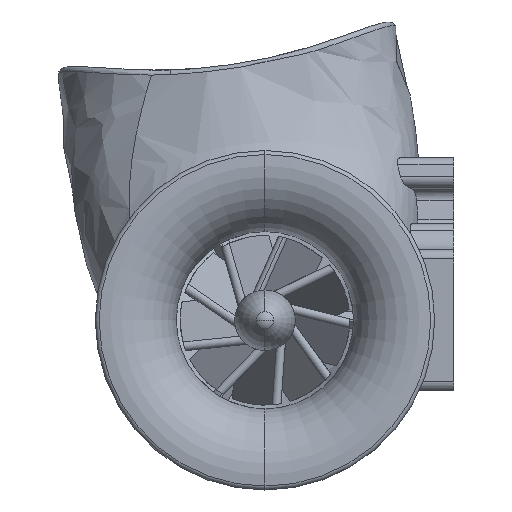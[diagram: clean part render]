
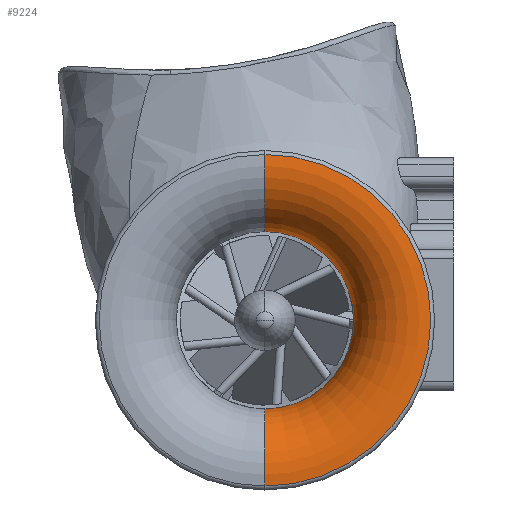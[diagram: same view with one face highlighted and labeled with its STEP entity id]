
A CAD part, left-side view. The second image highlights one B-rep face of the part: STEP entity #9224.
In plain terms, the highlighted toroidal (fillet/blend) face has major radius 16.4 mm and minor radius 7 mm.
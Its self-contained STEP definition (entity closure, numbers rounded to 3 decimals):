
#543 = EDGE_CURVE ( 'NONE', #10705, #14383, #13171, .T. ) ;
#668 = AXIS2_PLACEMENT_3D ( 'NONE', #2305, #4213, #12629 ) ;
#1393 = EDGE_LOOP ( 'NONE', ( #7131, #14428, #10853, #9461 ) ) ;
#2305 = CARTESIAN_POINT ( 'NONE',  ( 7., 0., 16.4 ) ) ;
#2413 = FACE_OUTER_BOUND ( 'NONE', #1393, .T. ) ;
#3143 = CIRCLE ( 'NONE', #9422, 17.585 ) ;
#4213 = DIRECTION ( 'NONE',  ( 0., -1., 0. ) ) ;
#4643 = VERTEX_POINT ( 'NONE', #21189 ) ;
#6461 = AXIS2_PLACEMENT_3D ( 'NONE', #15361, #17091, #17240 ) ;
#6527 = EDGE_CURVE ( 'NONE', #21387, #10705, #14976, .T. ) ;
#6896 = TOROIDAL_SURFACE ( 'NONE', #19686, 16.4, 7. ) ;
#7131 = ORIENTED_EDGE ( 'NONE', *, *, #6527, .F. ) ;
#7353 = EDGE_CURVE ( 'NONE', #4643, #14383, #17390, .T. ) ;
#8005 = CARTESIAN_POINT ( 'NONE',  ( 0.101, 0., 0. ) ) ;
#9224 = ADVANCED_FACE ( 'NONE', ( #2413 ), #6896, .T. ) ;
#9422 = AXIS2_PLACEMENT_3D ( 'NONE', #8005, #18220, #14985 ) ;
#9461 = ORIENTED_EDGE ( 'NONE', *, *, #543, .F. ) ;
#10705 = VERTEX_POINT ( 'NONE', #21365 ) ;
#10853 = ORIENTED_EDGE ( 'NONE', *, *, #7353, .T. ) ;
#11149 = DIRECTION ( 'NONE',  ( 0., 0., 1. ) ) ;
#12334 = DIRECTION ( 'NONE',  ( -1., 0., 0. ) ) ;
#12629 = DIRECTION ( 'NONE',  ( 0., 0., -1. ) ) ;
#13171 = CIRCLE ( 'NONE', #17060, 9.4 ) ;
#13401 = CARTESIAN_POINT ( 'NONE',  ( 0.101, 0., -17.585 ) ) ;
#14214 = CARTESIAN_POINT ( 'NONE',  ( 7., 0., 0. ) ) ;
#14322 = CARTESIAN_POINT ( 'NONE',  ( 7., 0., 0. ) ) ;
#14383 = VERTEX_POINT ( 'NONE', #19820 ) ;
#14428 = ORIENTED_EDGE ( 'NONE', *, *, #21028, .T. ) ;
#14976 = CIRCLE ( 'NONE', #6461, 7. ) ;
#14985 = DIRECTION ( 'NONE',  ( 0., 0., 1. ) ) ;
#15361 = CARTESIAN_POINT ( 'NONE',  ( 7., 0., -16.4 ) ) ;
#17060 = AXIS2_PLACEMENT_3D ( 'NONE', #14214, #12334, #19022 ) ;
#17091 = DIRECTION ( 'NONE',  ( 0., 1., 0. ) ) ;
#17240 = DIRECTION ( 'NONE',  ( 0., 0., 1. ) ) ;
#17390 = CIRCLE ( 'NONE', #668, 7. ) ;
#17870 = DIRECTION ( 'NONE',  ( -1., 0., 0. ) ) ;
#18220 = DIRECTION ( 'NONE',  ( -1., 0., 0. ) ) ;
#19022 = DIRECTION ( 'NONE',  ( 0., 0., 1. ) ) ;
#19686 = AXIS2_PLACEMENT_3D ( 'NONE', #14322, #17870, #11149 ) ;
#19820 = CARTESIAN_POINT ( 'NONE',  ( 7., 0., 9.4 ) ) ;
#21028 = EDGE_CURVE ( 'NONE', #21387, #4643, #3143, .T. ) ;
#21189 = CARTESIAN_POINT ( 'NONE',  ( 0.101, 0., 17.585 ) ) ;
#21365 = CARTESIAN_POINT ( 'NONE',  ( 7., 0., -9.4 ) ) ;
#21387 = VERTEX_POINT ( 'NONE', #13401 ) ;
